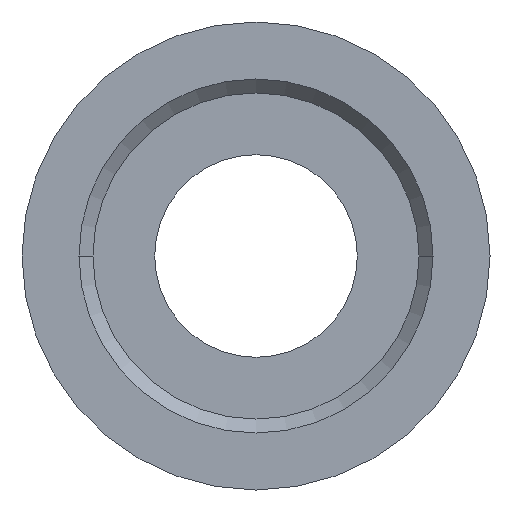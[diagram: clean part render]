
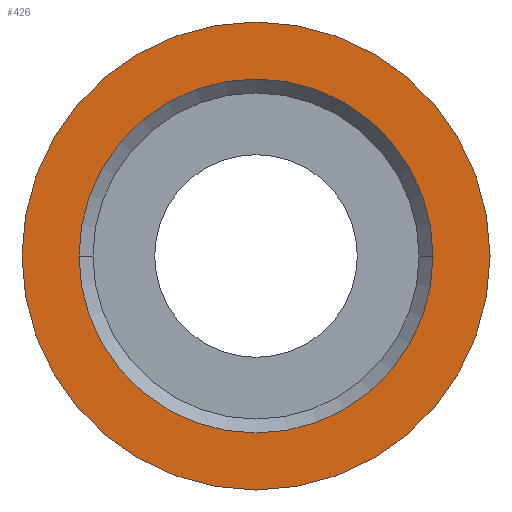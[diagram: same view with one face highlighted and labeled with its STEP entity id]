
A CAD part, left-side view. The second image highlights one B-rep face of the part: STEP entity #426.
In plain terms, the highlighted planar face has unit normal (-1, 0, 0).
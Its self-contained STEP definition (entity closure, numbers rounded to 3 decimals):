
#1=CARTESIAN_POINT('',(-12.2,0.,0.));
#2=DIRECTION('',(1.,0.,0.));
#3=DIRECTION('',(0.,0.,-1.));
#4=AXIS2_PLACEMENT_3D('',#1,#2,#3);
#6=CARTESIAN_POINT('',(-12.2,0.,0.));
#7=DIRECTION('',(1.,0.,0.));
#8=DIRECTION('',(0.,0.,1.));
#9=AXIS2_PLACEMENT_3D('',#6,#7,#8);
#11=CARTESIAN_POINT('',(-12.2,0.,0.));
#12=DIRECTION('',(1.,0.,0.));
#13=DIRECTION('',(0.,1.,0.));
#14=AXIS2_PLACEMENT_3D('',#11,#12,#13);
#16=CARTESIAN_POINT('',(-12.2,0.,0.));
#17=DIRECTION('',(1.,0.,0.));
#18=DIRECTION('',(0.,-1.,0.));
#19=AXIS2_PLACEMENT_3D('',#16,#17,#18);
#321=CARTESIAN_POINT('',(-12.2,0.,-6.35));
#322=CARTESIAN_POINT('',(-12.2,0.,6.35));
#323=VERTEX_POINT('',#321);
#324=VERTEX_POINT('',#322);
#349=CARTESIAN_POINT('',(-12.2,4.805,0.));
#350=CARTESIAN_POINT('',(-12.2,-4.805,0.));
#351=VERTEX_POINT('',#349);
#352=VERTEX_POINT('',#350);
#409=CARTESIAN_POINT('',(-12.2,0.,0.));
#410=DIRECTION('',(1.,0.,0.));
#411=DIRECTION('',(0.,0.,-1.));
#412=AXIS2_PLACEMENT_3D('',#409,#410,#411);
#413=PLANE('',#412);
#415=ORIENTED_EDGE('',*,*,#414,.T.);
#417=ORIENTED_EDGE('',*,*,#416,.T.);
#418=EDGE_LOOP('',(#415,#417));
#419=FACE_OUTER_BOUND('',#418,.F.);
#421=ORIENTED_EDGE('',*,*,#420,.F.);
#423=ORIENTED_EDGE('',*,*,#422,.F.);
#424=EDGE_LOOP('',(#421,#423));
#425=FACE_BOUND('',#424,.F.);
#426=ADVANCED_FACE('',(#419,#425),#413,.F.);
#5=CIRCLE('',#4,6.35);
#10=CIRCLE('',#9,6.35);
#15=CIRCLE('',#14,4.805);
#20=CIRCLE('',#19,4.805);
#414=EDGE_CURVE('',#323,#324,#5,.T.);
#416=EDGE_CURVE('',#324,#323,#10,.T.);
#420=EDGE_CURVE('',#351,#352,#15,.T.);
#422=EDGE_CURVE('',#352,#351,#20,.T.);
